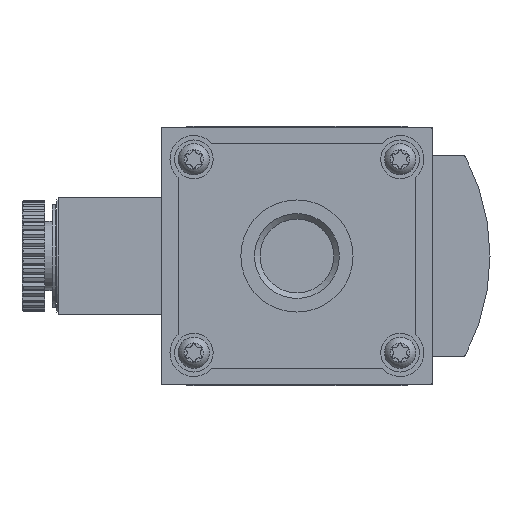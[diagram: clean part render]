
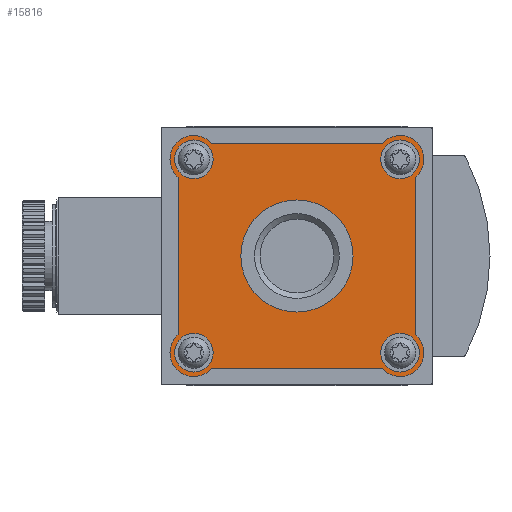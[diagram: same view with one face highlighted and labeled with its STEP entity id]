
A CAD part, front view. The second image highlights one B-rep face of the part: STEP entity #15816.
In plain terms, the highlighted planar face has unit normal (0, -1, 0).
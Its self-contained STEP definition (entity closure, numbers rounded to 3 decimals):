
#1039=CIRCLE('',#16993,3.7);
#1040=CIRCLE('',#16996,3.7);
#1041=CIRCLE('',#16999,3.7);
#1042=CIRCLE('',#17002,3.7);
#1043=CIRCLE('',#17004,8.7);
#1044=CIRCLE('',#17005,3.);
#1045=CIRCLE('',#17006,3.);
#1046=CIRCLE('',#17007,3.);
#1047=CIRCLE('',#17008,3.);
#4038=ORIENTED_EDGE('',*,*,#5928,.F.);
#4039=ORIENTED_EDGE('',*,*,#5929,.F.);
#4040=ORIENTED_EDGE('',*,*,#5930,.F.);
#4041=ORIENTED_EDGE('',*,*,#5931,.F.);
#4042=ORIENTED_EDGE('',*,*,#5932,.F.);
#4043=ORIENTED_EDGE('',*,*,#5913,.F.);
#4044=ORIENTED_EDGE('',*,*,#5927,.F.);
#4045=ORIENTED_EDGE('',*,*,#5925,.F.);
#4046=ORIENTED_EDGE('',*,*,#5923,.F.);
#4047=ORIENTED_EDGE('',*,*,#5921,.F.);
#4048=ORIENTED_EDGE('',*,*,#5919,.F.);
#4049=ORIENTED_EDGE('',*,*,#5917,.F.);
#4050=ORIENTED_EDGE('',*,*,#5915,.F.);
#5913=EDGE_CURVE('',#7118,#7119,#8035,.T.);
#5915=EDGE_CURVE('',#7119,#7120,#1039,.T.);
#5917=EDGE_CURVE('',#7120,#7121,#8038,.T.);
#5919=EDGE_CURVE('',#7121,#7122,#1040,.T.);
#5921=EDGE_CURVE('',#7122,#7123,#8041,.T.);
#5923=EDGE_CURVE('',#7123,#7124,#1041,.T.);
#5925=EDGE_CURVE('',#7124,#7125,#8044,.T.);
#5927=EDGE_CURVE('',#7125,#7118,#1042,.T.);
#5928=EDGE_CURVE('',#7126,#7126,#1043,.F.);
#5929=EDGE_CURVE('',#7127,#7127,#1044,.F.);
#5930=EDGE_CURVE('',#7128,#7128,#1045,.F.);
#5931=EDGE_CURVE('',#7129,#7129,#1046,.F.);
#5932=EDGE_CURVE('',#7130,#7130,#1047,.F.);
#7118=VERTEX_POINT('',#24061);
#7119=VERTEX_POINT('',#24063);
#7120=VERTEX_POINT('',#24067);
#7121=VERTEX_POINT('',#24071);
#7122=VERTEX_POINT('',#24075);
#7123=VERTEX_POINT('',#24079);
#7124=VERTEX_POINT('',#24083);
#7125=VERTEX_POINT('',#24087);
#7126=VERTEX_POINT('',#24093);
#7127=VERTEX_POINT('',#24095);
#7128=VERTEX_POINT('',#24097);
#7129=VERTEX_POINT('',#24099);
#7130=VERTEX_POINT('',#24101);
#8035=LINE('',#24062,#8904);
#8038=LINE('',#24070,#8907);
#8041=LINE('',#24078,#8910);
#8044=LINE('',#24086,#8913);
#8904=VECTOR('',#20142,1000.);
#8907=VECTOR('',#20151,1000.);
#8910=VECTOR('',#20160,1000.);
#8913=VECTOR('',#20169,1000.);
#9631=EDGE_LOOP('',(#4038));
#9632=EDGE_LOOP('',(#4039));
#9633=EDGE_LOOP('',(#4040));
#9634=EDGE_LOOP('',(#4041));
#9635=EDGE_LOOP('',(#4042));
#9636=EDGE_LOOP('',(#4043,#4044,#4045,#4046,#4047,#4048,#4049,#4050));
#10382=FACE_BOUND('',#9631,.T.);
#10383=FACE_BOUND('',#9632,.T.);
#10384=FACE_BOUND('',#9633,.T.);
#10385=FACE_BOUND('',#9634,.T.);
#10386=FACE_BOUND('',#9635,.T.);
#10387=FACE_BOUND('',#9636,.T.);
#10756=PLANE('',#17003);
#15816=ADVANCED_FACE('',(#10382,#10383,#10384,#10385,#10386,#10387),#10756,
 .F.);
#16993=AXIS2_PLACEMENT_3D('',#24066,#20146,#20147);
#16996=AXIS2_PLACEMENT_3D('',#24074,#20155,#20156);
#16999=AXIS2_PLACEMENT_3D('',#24082,#20164,#20165);
#17002=AXIS2_PLACEMENT_3D('',#24090,#20173,#20174);
#17003=AXIS2_PLACEMENT_3D('',#24091,#20175,#20176);
#17004=AXIS2_PLACEMENT_3D('',#24092,#20177,#20178);
#17005=AXIS2_PLACEMENT_3D('',#24094,#20179,#20180);
#17006=AXIS2_PLACEMENT_3D('',#24096,#20181,#20182);
#17007=AXIS2_PLACEMENT_3D('',#24098,#20183,#20184);
#17008=AXIS2_PLACEMENT_3D('',#24100,#20185,#20186);
#20142=DIRECTION('',(0.,0.,1.));
#20146=DIRECTION('',(0.,1.,0.));
#20147=DIRECTION('',(1.,0.,0.));
#20151=DIRECTION('',(1.,0.,0.));
#20155=DIRECTION('',(0.,1.,0.));
#20156=DIRECTION('',(1.,0.,0.));
#20160=DIRECTION('',(0.,0.,-1.));
#20164=DIRECTION('',(0.,1.,0.));
#20165=DIRECTION('',(1.,0.,0.));
#20169=DIRECTION('',(-1.,0.,0.));
#20173=DIRECTION('',(0.,1.,0.));
#20174=DIRECTION('',(1.,0.,0.));
#20175=DIRECTION('',(0.,1.,0.));
#20176=DIRECTION('',(0.,0.,1.));
#20177=DIRECTION('',(0.,1.,0.));
#20178=DIRECTION('',(0.,0.,1.));
#20179=DIRECTION('',(0.,1.,0.));
#20180=DIRECTION('',(0.,0.,1.));
#20181=DIRECTION('',(0.,1.,0.));
#20182=DIRECTION('',(0.,0.,1.));
#20183=DIRECTION('',(0.,1.,0.));
#20184=DIRECTION('',(0.,0.,1.));
#20185=DIRECTION('',(0.,1.,0.));
#20186=DIRECTION('',(0.,0.,1.));
#24061=CARTESIAN_POINT('',(-18.4,-39.6,-12.184));
#24062=CARTESIAN_POINT('',(-18.4,-39.6,-12.184));
#24063=CARTESIAN_POINT('',(-18.4,-39.6,12.184));
#24066=CARTESIAN_POINT('',(-16.,-39.6,15.));
#24067=CARTESIAN_POINT('',(-13.272,-39.6,17.5));
#24070=CARTESIAN_POINT('',(-13.272,-39.6,17.5));
#24071=CARTESIAN_POINT('',(13.272,-39.6,17.5));
#24074=CARTESIAN_POINT('',(16.,-39.6,15.));
#24075=CARTESIAN_POINT('',(18.4,-39.6,12.184));
#24078=CARTESIAN_POINT('',(18.4,-39.6,12.184));
#24079=CARTESIAN_POINT('',(18.4,-39.6,-12.184));
#24082=CARTESIAN_POINT('',(16.,-39.6,-15.));
#24083=CARTESIAN_POINT('',(13.272,-39.6,-17.5));
#24086=CARTESIAN_POINT('',(13.272,-39.6,-17.5));
#24087=CARTESIAN_POINT('',(-13.272,-39.6,-17.5));
#24090=CARTESIAN_POINT('',(-16.,-39.6,-15.));
#24091=CARTESIAN_POINT('',(-16.,-39.6,15.));
#24092=CARTESIAN_POINT('',(0.,-39.6,0.));
#24093=CARTESIAN_POINT('',(0.,-39.6,8.7));
#24094=CARTESIAN_POINT('',(-16.,-39.6,-15.));
#24095=CARTESIAN_POINT('',(-16.,-39.6,-12.));
#24096=CARTESIAN_POINT('',(16.,-39.6,-15.));
#24097=CARTESIAN_POINT('',(16.,-39.6,-12.));
#24098=CARTESIAN_POINT('',(-16.,-39.6,15.));
#24099=CARTESIAN_POINT('',(-16.,-39.6,18.));
#24100=CARTESIAN_POINT('',(16.,-39.6,15.));
#24101=CARTESIAN_POINT('',(16.,-39.6,18.));
